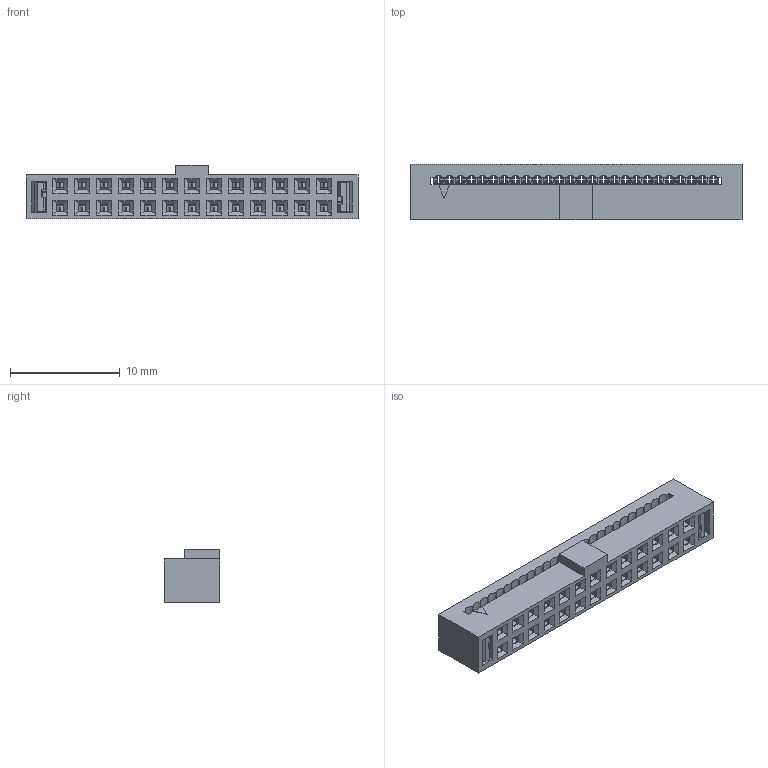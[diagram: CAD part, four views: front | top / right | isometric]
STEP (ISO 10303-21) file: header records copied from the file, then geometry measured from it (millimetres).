
FILE_DESCRIPTION((''),'2;1');
FILE_NAME('FID20007-26_ASM','2025-12-09T',('gongcheng6'),(''),'PRO/ENGINEER BY PARAMETRIC TECHNOLOGY CORPORATION, 2010280','PRO/ENGINEER BY PARAMETRIC TECHNOLOGY CORPORATION, 2010280','');
FILE_SCHEMA(('CONFIG_CONTROL_DESIGN'));
Products named in the file (1): FID20007-26_ASM
Bounding box: 30.2 x 5.08 x 4.9 mm (x, y, z)
Volume: 409.6 mm3; surface area: 1416.4 mm2
Topology: 1 solids, 1 shells, 2796 faces, 7609 edges, 4762 vertices
Faces by surface type: plane 1626, cylinder 650, torus 416, bspline 104
Entity records: 90277 total; most frequent: CARTESIAN_POINT 19483, ORIENTED_EDGE 15114, DIRECTION 14627, EDGE_CURVE 7557, VECTOR 5039, LINE 5039, AXIS2_PLACEMENT_3D 4794, VERTEX_POINT 4762
